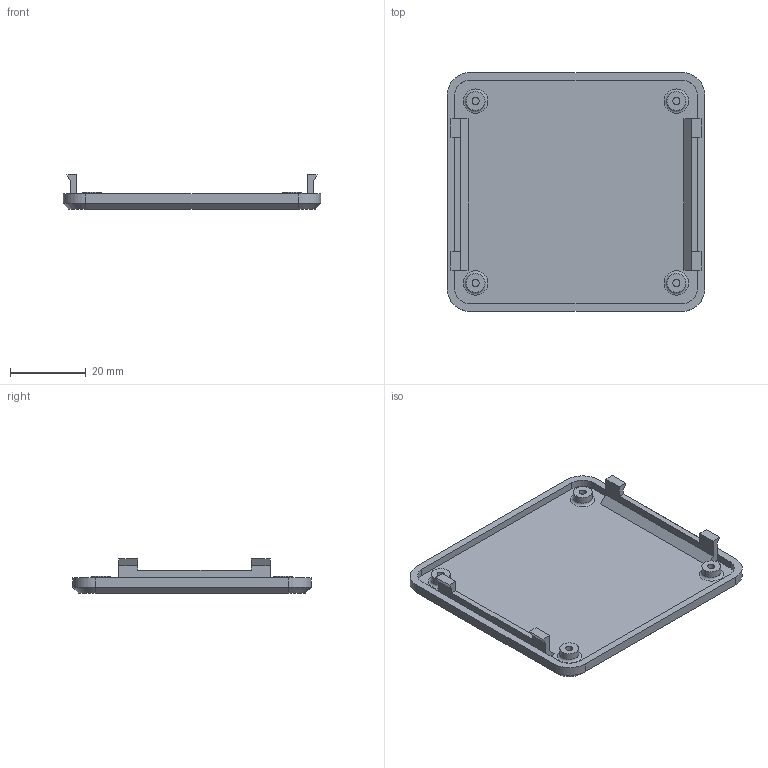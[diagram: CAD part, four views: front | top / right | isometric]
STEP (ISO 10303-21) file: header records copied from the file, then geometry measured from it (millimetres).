
FILE_DESCRIPTION(/* description */ ('STEP AP242','CAx-IF Rec.Pracs.---Representation and Presentation of Product Manufacturing Information (PMI)---4.0---2014-10-13','CAx-IF Rec.Pracs.---3D Tessellated Geometry---0.4---2014-09-14','2;1'),/* implementation_level */ '2;1');
FILE_NAME(/* name */ 'Part Studio 1 - Bottom',/* time_stamp */ '2024-11-07T10:56:02Z',/* author */ (''),/* organization */ (''),/* preprocessor_version */ 'ST-DEVELOPER v20',/* originating_system */ 'ONSHAPE BY PTC INC, 1.189',/* authorisation */ ' ');
FILE_SCHEMA (('AP242_MANAGED_MODEL_BASED_3D_ENGINEERING_MIM_LF { 1 0 10303 442 1 1 4 }'));
Length unit declared in the file: metre
Products named in the file (1): Bottom
Bounding box: 68 x 63 x 9 mm (x, y, z)
Volume: 10125.8 mm3; surface area: 10423.5 mm2
Topology: 1 solids, 1 shells, 73 faces, 170 edges, 108 vertices
Faces by surface type: plane 49, cylinder 16, torus 4, cone 4
Full cylindrical faces by diameter (mm): 1.88 x4, 5 x4
Entity records: 2018 total; most frequent: DIRECTION 346, CARTESIAN_POINT 340, ORIENTED_EDGE 316, EDGE_CURVE 158, LINE 118, VECTOR 118, AXIS2_PLACEMENT_3D 114, VERTEX_POINT 108
